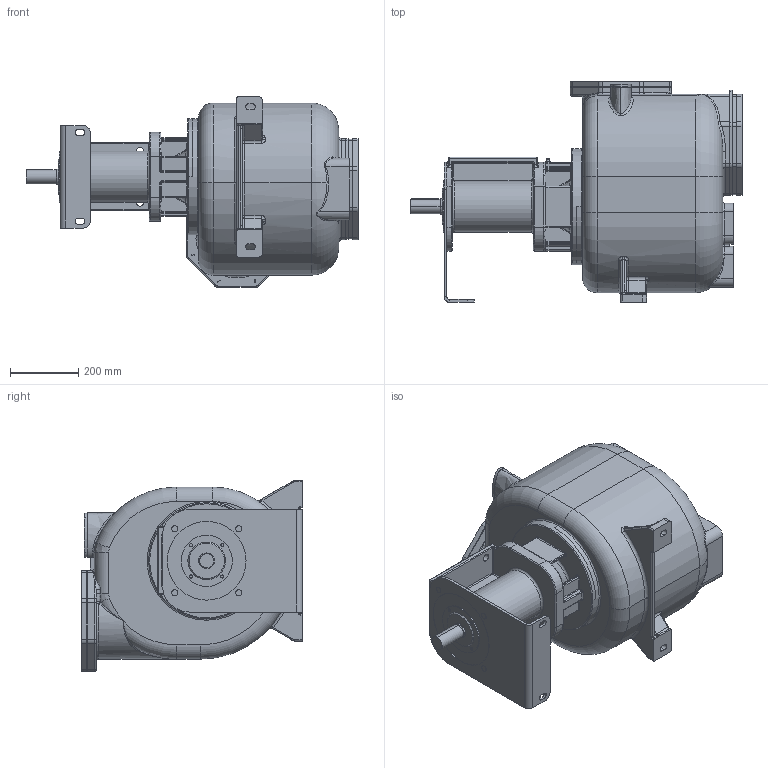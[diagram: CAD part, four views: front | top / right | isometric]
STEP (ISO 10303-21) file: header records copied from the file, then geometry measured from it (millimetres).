
FILE_DESCRIPTION((''),'2;1');
FILE_NAME('S201_B','2021-03-25T12:58:58',('Nicola'),(''),'CREO PARAMETRIC BY PTC INC, 2020342','CREO PARAMETRIC BY PTC INC, 2020342','');
FILE_SCHEMA(('CONFIG_CONTROL_DESIGN'));
Products named in the file (1): S201_B
Bounding box: 972 x 646 x 559 mm (x, y, z)
Volume: 119992706.5 mm3; surface area: 2467164.1 mm2
Topology: 4 solids, 4 shells, 1186 faces, 2853 edges, 1681 vertices
Faces by surface type: cylinder 511, plane 234, bspline 162, torus 151, cone 80, sphere 46, extrusion 2
Entity records: 51188 total; most frequent: CARTESIAN_POINT 24259, DIRECTION 5768, ORIENTED_EDGE 5594, EDGE_CURVE 2797, AXIS2_PLACEMENT_3D 2356, VERTEX_POINT 1681, CIRCLE 1332, EDGE_LOOP 1308
